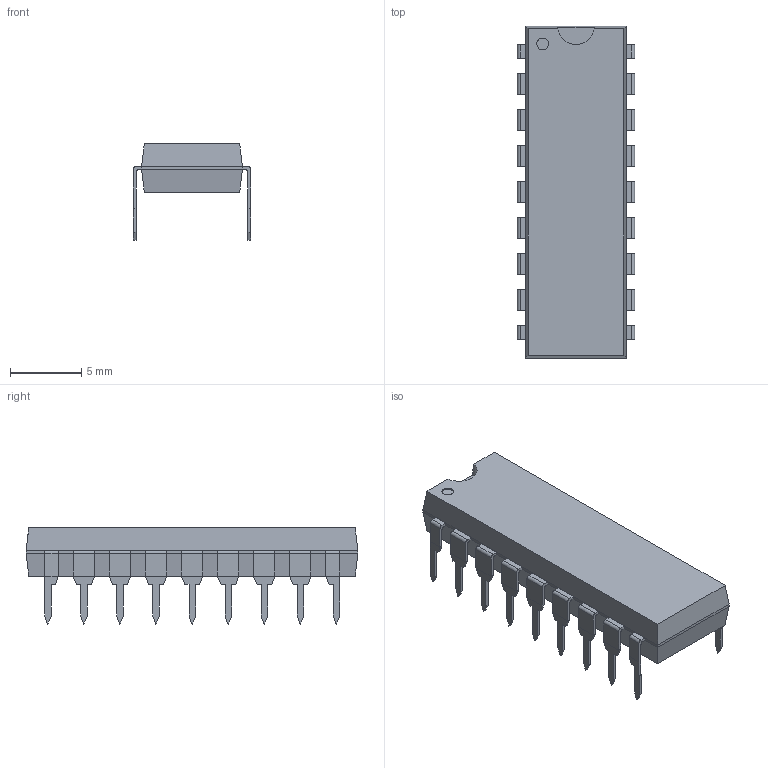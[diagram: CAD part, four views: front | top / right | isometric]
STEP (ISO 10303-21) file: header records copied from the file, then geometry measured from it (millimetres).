
FILE_DESCRIPTION(('FreeCAD Model'),'2;1');
FILE_NAME('dip18.stp', '2015-12-07T17:32:38',('Author'),(''), 'Open CASCADE STEP processor 6.7','FreeCAD','Unknown');
FILE_SCHEMA(('AUTOMOTIVE_DESIGN_CC2 { 1 2 10303 214 -1 1 5 4 }'));
Length unit declared in the file: millimetre
Products named in the file (4): ASSEMBLY; Pocket001; Cut_(Mirror_#1); Cut
Assembly tree (3 placements, depth 2):
  ASSEMBLY
    Pocket001
    Cut_(Mirror_#1)
    Cut
Bounding box: 8.26 x 23.37 x 6.78 mm (x, y, z)
Volume: 560.7 mm3; surface area: 733.7 mm2
Topology: 19 solids, 19 shells, 356 faces, 879 edges, 562 vertices
Faces by surface type: plane 318, cylinder 38
Full cylindrical faces by diameter (mm): 0.827 x1
Entity records: 23227 total; most frequent: CARTESIAN_POINT 3839, DIRECTION 3359, LINE 2443, VECTOR 2443, ORIENTED_EDGE 1758, PCURVE 1758, DEFINITIONAL_REPRESENTATION 1758, EDGE_CURVE 879
